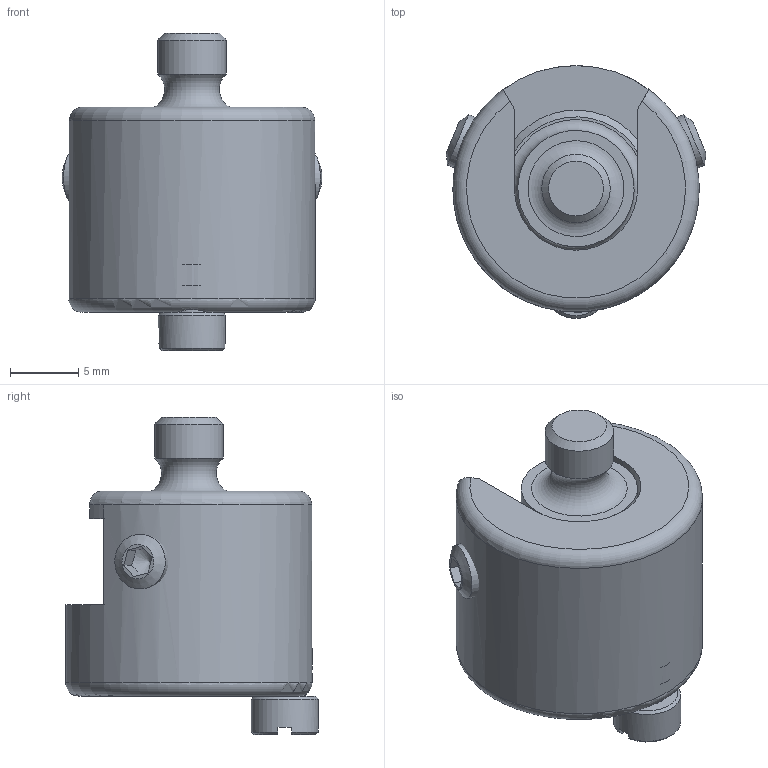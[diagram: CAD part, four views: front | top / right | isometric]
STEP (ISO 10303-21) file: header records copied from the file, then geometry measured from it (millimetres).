
FILE_DESCRIPTION((''),'2;1');
FILE_NAME('SZ0603S_A.stp','2013-08-26T10:59:21',('janine behrens'),(''),'Autodesk Inventor 2012','Autodesk Inventor 2012','');
FILE_SCHEMA(('AUTOMOTIVE_DESIGN { 1 0 10303 214 1 1 1 1 }'));
Length unit declared in the file: millimetre
Products named in the file (5): SZ0603S_A; ME0600011_A; ME1806002_A; SS9901V_A; DIN 913 M4 x 4
Assembly tree (5 placements, depth 2):
  SZ0603S_A
    ME0600011_A
    ME1806002_A
    SS9901V_A
    DIN 913 M4 x 4  x2
Bounding box: 18.98 x 18.45 x 23.2 mm (x, y, z)
Volume: 2699.5 mm3; surface area: 2676.9 mm2
Topology: 5 solids, 5 shells, 90 faces, 226 edges, 144 vertices
Faces by surface type: plane 50, cylinder 20, cone 16, torus 4
Full cylindrical faces by diameter (mm): 3 x1, 3.242 x4, 4 x4, 4.9 x1, 5 x2, 8.5 x1, 9 x1, 11.5 x1, 18 x1
Entity records: 2366 total; most frequent: CARTESIAN_POINT 542, DIRECTION 366, ORIENTED_EDGE 310, EDGE_CURVE 155, AXIS2_PLACEMENT_3D 149, EDGE_LOOP 114, VERTEX_POINT 113, FACE_OUTER_BOUND 77
